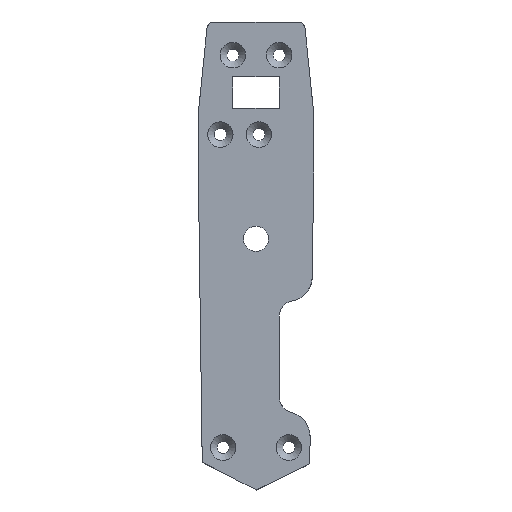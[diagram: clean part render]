
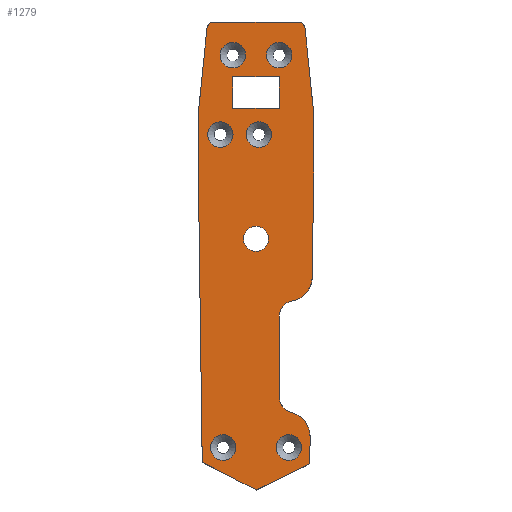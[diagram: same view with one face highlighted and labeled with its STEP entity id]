
A CAD part, top view. The second image highlights one B-rep face of the part: STEP entity #1279.
In plain terms, the highlighted planar face has unit normal (0, 0, 1).
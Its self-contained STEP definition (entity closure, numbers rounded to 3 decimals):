
#24=FACE_BOUND('',#158,.T.);
#25=FACE_BOUND('',#159,.T.);
#26=FACE_BOUND('',#160,.T.);
#27=FACE_BOUND('',#161,.T.);
#28=FACE_BOUND('',#162,.T.);
#29=FACE_BOUND('',#163,.T.);
#30=FACE_BOUND('',#164,.T.);
#31=FACE_BOUND('',#165,.T.);
#87=FACE_OUTER_BOUND('',#157,.T.);
#157=EDGE_LOOP('',(#954,#955,#956,#957,#958,#959,#960,#961,#962,#963,#964,
#965,#966,#967,#968,#969,#970,#971));
#158=EDGE_LOOP('',(#972));
#159=EDGE_LOOP('',(#973));
#160=EDGE_LOOP('',(#974));
#161=EDGE_LOOP('',(#975));
#162=EDGE_LOOP('',(#976));
#163=EDGE_LOOP('',(#977));
#164=EDGE_LOOP('',(#978));
#165=EDGE_LOOP('',(#979,#980,#981,#982));
#218=CIRCLE('',#1351,6.5);
#222=CIRCLE('',#1360,4.);
#232=CIRCLE('',#1382,4.);
#233=CIRCLE('',#1383,6.5);
#234=CIRCLE('',#1384,2.);
#235=CIRCLE('',#1385,2.);
#236=CIRCLE('',#1386,3.3);
#237=CIRCLE('',#1387,3.3);
#238=CIRCLE('',#1388,3.3);
#239=CIRCLE('',#1389,3.25);
#240=CIRCLE('',#1390,3.3);
#241=CIRCLE('',#1391,3.3);
#242=CIRCLE('',#1392,3.3);
#264=LINE('',#1865,#400);
#269=LINE('',#1874,#405);
#277=LINE('',#1906,#413);
#293=LINE('',#1960,#429);
#296=LINE('',#1966,#432);
#307=LINE('',#2007,#443);
#308=LINE('',#2012,#444);
#309=LINE('',#2016,#445);
#310=LINE('',#2020,#446);
#311=LINE('',#2022,#447);
#312=LINE('',#2023,#448);
#313=LINE('',#2024,#449);
#314=LINE('',#2041,#450);
#315=LINE('',#2043,#451);
#316=LINE('',#2045,#452);
#317=LINE('',#2046,#453);
#400=VECTOR('',#1480,1000.);
#405=VECTOR('',#1487,1000.);
#413=VECTOR('',#1507,10.);
#429=VECTOR('',#1545,1000.);
#432=VECTOR('',#1550,1000.);
#443=VECTOR('',#1591,10.);
#444=VECTOR('',#1596,1000.);
#445=VECTOR('',#1599,1000.);
#446=VECTOR('',#1602,1000.);
#447=VECTOR('',#1603,1000.);
#448=VECTOR('',#1604,1000.);
#449=VECTOR('',#1605,1000.);
#450=VECTOR('',#1620,1000.);
#451=VECTOR('',#1621,1000.);
#452=VECTOR('',#1622,1000.);
#453=VECTOR('',#1623,1000.);
#540=VERTEX_POINT('',#1862);
#541=VERTEX_POINT('',#1864);
#544=VERTEX_POINT('',#1872);
#547=VERTEX_POINT('',#1882);
#548=VERTEX_POINT('',#1883);
#554=VERTEX_POINT('',#1904);
#560=VERTEX_POINT('',#1929);
#572=VERTEX_POINT('',#1957);
#573=VERTEX_POINT('',#1959);
#575=VERTEX_POINT('',#1965);
#584=VERTEX_POINT('',#2006);
#585=VERTEX_POINT('',#2008);
#586=VERTEX_POINT('',#2010);
#587=VERTEX_POINT('',#2013);
#588=VERTEX_POINT('',#2015);
#589=VERTEX_POINT('',#2017);
#590=VERTEX_POINT('',#2019);
#591=VERTEX_POINT('',#2021);
#592=VERTEX_POINT('',#2025);
#593=VERTEX_POINT('',#2027);
#594=VERTEX_POINT('',#2029);
#595=VERTEX_POINT('',#2031);
#596=VERTEX_POINT('',#2033);
#597=VERTEX_POINT('',#2035);
#598=VERTEX_POINT('',#2037);
#599=VERTEX_POINT('',#2039);
#600=VERTEX_POINT('',#2040);
#601=VERTEX_POINT('',#2042);
#602=VERTEX_POINT('',#2044);
#663=EDGE_CURVE('',#541,#540,#264,.T.);
#668=EDGE_CURVE('',#540,#544,#269,.T.);
#672=EDGE_CURVE('',#547,#548,#218,.T.);
#680=EDGE_CURVE('',#547,#554,#277,.T.);
#689=EDGE_CURVE('',#560,#554,#222,.T.);
#703=EDGE_CURVE('',#572,#573,#293,.T.);
#706=EDGE_CURVE('',#573,#575,#296,.T.);
#724=EDGE_CURVE('',#560,#584,#307,.T.);
#725=EDGE_CURVE('',#585,#584,#232,.T.);
#726=EDGE_CURVE('',#586,#585,#233,.T.);
#727=EDGE_CURVE('',#586,#541,#308,.T.);
#728=EDGE_CURVE('',#587,#544,#234,.T.);
#729=EDGE_CURVE('',#588,#587,#309,.T.);
#730=EDGE_CURVE('',#589,#588,#235,.T.);
#731=EDGE_CURVE('',#589,#590,#310,.T.);
#732=EDGE_CURVE('',#590,#591,#311,.T.);
#733=EDGE_CURVE('',#591,#575,#312,.T.);
#734=EDGE_CURVE('',#572,#548,#313,.T.);
#735=EDGE_CURVE('',#592,#592,#236,.T.);
#736=EDGE_CURVE('',#593,#593,#237,.T.);
#737=EDGE_CURVE('',#594,#594,#238,.T.);
#738=EDGE_CURVE('',#595,#595,#239,.T.);
#739=EDGE_CURVE('',#596,#596,#240,.T.);
#740=EDGE_CURVE('',#597,#597,#241,.T.);
#741=EDGE_CURVE('',#598,#598,#242,.T.);
#742=EDGE_CURVE('',#599,#600,#314,.T.);
#743=EDGE_CURVE('',#600,#601,#315,.T.);
#744=EDGE_CURVE('',#601,#602,#316,.T.);
#745=EDGE_CURVE('',#602,#599,#317,.T.);
#954=ORIENTED_EDGE('',*,*,#672,.F.);
#955=ORIENTED_EDGE('',*,*,#680,.T.);
#956=ORIENTED_EDGE('',*,*,#689,.F.);
#957=ORIENTED_EDGE('',*,*,#724,.T.);
#958=ORIENTED_EDGE('',*,*,#725,.F.);
#959=ORIENTED_EDGE('',*,*,#726,.F.);
#960=ORIENTED_EDGE('',*,*,#727,.T.);
#961=ORIENTED_EDGE('',*,*,#663,.T.);
#962=ORIENTED_EDGE('',*,*,#668,.T.);
#963=ORIENTED_EDGE('',*,*,#728,.F.);
#964=ORIENTED_EDGE('',*,*,#729,.F.);
#965=ORIENTED_EDGE('',*,*,#730,.F.);
#966=ORIENTED_EDGE('',*,*,#731,.T.);
#967=ORIENTED_EDGE('',*,*,#732,.T.);
#968=ORIENTED_EDGE('',*,*,#733,.T.);
#969=ORIENTED_EDGE('',*,*,#706,.F.);
#970=ORIENTED_EDGE('',*,*,#703,.F.);
#971=ORIENTED_EDGE('',*,*,#734,.T.);
#972=ORIENTED_EDGE('',*,*,#735,.F.);
#973=ORIENTED_EDGE('',*,*,#736,.F.);
#974=ORIENTED_EDGE('',*,*,#737,.F.);
#975=ORIENTED_EDGE('',*,*,#738,.T.);
#976=ORIENTED_EDGE('',*,*,#739,.F.);
#977=ORIENTED_EDGE('',*,*,#740,.F.);
#978=ORIENTED_EDGE('',*,*,#741,.F.);
#979=ORIENTED_EDGE('',*,*,#742,.T.);
#980=ORIENTED_EDGE('',*,*,#743,.T.);
#981=ORIENTED_EDGE('',*,*,#744,.T.);
#982=ORIENTED_EDGE('',*,*,#745,.T.);
#1228=PLANE('',#1381);
#1279=ADVANCED_FACE('',(#87,#24,#25,#26,#27,#28,#29,#30,#31),#1228,.T.);
#1351=AXIS2_PLACEMENT_3D('',#1884,#1495,#1496);
#1360=AXIS2_PLACEMENT_3D('',#1931,#1523,#1524);
#1381=AXIS2_PLACEMENT_3D('',#2005,#1589,#1590);
#1382=AXIS2_PLACEMENT_3D('',#2009,#1592,#1593);
#1383=AXIS2_PLACEMENT_3D('',#2011,#1594,#1595);
#1384=AXIS2_PLACEMENT_3D('',#2014,#1597,#1598);
#1385=AXIS2_PLACEMENT_3D('',#2018,#1600,#1601);
#1386=AXIS2_PLACEMENT_3D('',#2026,#1606,#1607);
#1387=AXIS2_PLACEMENT_3D('',#2028,#1608,#1609);
#1388=AXIS2_PLACEMENT_3D('',#2030,#1610,#1611);
#1389=AXIS2_PLACEMENT_3D('',#2032,#1612,#1613);
#1390=AXIS2_PLACEMENT_3D('',#2034,#1614,#1615);
#1391=AXIS2_PLACEMENT_3D('',#2036,#1616,#1617);
#1392=AXIS2_PLACEMENT_3D('',#2038,#1618,#1619);
#1480=DIRECTION('',(0.,1.,0.));
#1487=DIRECTION('',(-0.102,0.995,0.));
#1495=DIRECTION('center_axis',(0.,0.,-1.));
#1496=DIRECTION('ref_axis',(0.801,0.598,0.));
#1507=DIRECTION('',(-0.962,0.272,0.));
#1523=DIRECTION('center_axis',(0.,0.,1.));
#1524=DIRECTION('ref_axis',(-0.797,-0.603,0.));
#1545=DIRECTION('',(-0.898,-0.441,0.));
#1550=DIRECTION('',(-0.889,0.457,0.));
#1589=DIRECTION('center_axis',(0.,0.,1.));
#1590=DIRECTION('ref_axis',(-1.,0.,0.));
#1591=DIRECTION('',(0.,1.,0.));
#1592=DIRECTION('center_axis',(0.,0.,1.));
#1593=DIRECTION('ref_axis',(-0.707,0.707,0.));
#1594=DIRECTION('center_axis',(0.,0.,-1.));
#1595=DIRECTION('ref_axis',(-1.,0.013,0.));
#1596=DIRECTION('',(0.013,1.,0.));
#1597=DIRECTION('center_axis',(0.,0.,-1.));
#1598=DIRECTION('ref_axis',(0.67,0.742,0.));
#1599=DIRECTION('',(1.,0.,0.));
#1600=DIRECTION('center_axis',(0.,0.,-1.));
#1601=DIRECTION('ref_axis',(-0.67,0.742,0.));
#1602=DIRECTION('',(-0.102,-0.995,0.));
#1603=DIRECTION('',(0.,-1.,0.));
#1604=DIRECTION('',(0.013,-1.,0.));
#1605=DIRECTION('',(0.013,1.,0.));
#1606=DIRECTION('center_axis',(0.,0.,1.));
#1607=DIRECTION('ref_axis',(-1.,0.,0.));
#1608=DIRECTION('center_axis',(0.,0.,1.));
#1609=DIRECTION('ref_axis',(-1.,0.,0.));
#1610=DIRECTION('center_axis',(0.,0.,1.));
#1611=DIRECTION('ref_axis',(-1.,0.,0.));
#1612=DIRECTION('center_axis',(0.,0.,-1.));
#1613=DIRECTION('ref_axis',(-1.,0.,0.));
#1614=DIRECTION('center_axis',(0.,0.,1.));
#1615=DIRECTION('ref_axis',(-1.,0.,0.));
#1616=DIRECTION('center_axis',(0.,0.,1.));
#1617=DIRECTION('ref_axis',(-1.,0.,0.));
#1618=DIRECTION('center_axis',(0.,0.,1.));
#1619=DIRECTION('ref_axis',(-1.,0.,0.));
#1620=DIRECTION('',(0.,-1.,0.));
#1621=DIRECTION('',(-1.,0.,0.));
#1622=DIRECTION('',(0.,1.,0.));
#1623=DIRECTION('',(1.,0.,0.));
#1862=CARTESIAN_POINT('',(19.545,232.05,23.));
#1864=CARTESIAN_POINT('',(19.545,222.05,23.));
#1865=CARTESIAN_POINT('',(19.545,232.05,23.));
#1872=CARTESIAN_POINT('',(17.264,254.403,23.));
#1874=CARTESIAN_POINT('',(17.04,256.6,23.));
#1882=CARTESIAN_POINT('',(13.828,155.047,23.));
#1883=CARTESIAN_POINT('',(18.561,148.705,23.));
#1884=CARTESIAN_POINT('Origin',(12.061,148.792,23.));
#1904=CARTESIAN_POINT('',(13.512,155.137,23.));
#1906=CARTESIAN_POINT('',(14.159,154.954,23.));
#1929=CARTESIAN_POINT('',(10.599,158.986,23.));
#1931=CARTESIAN_POINT('Origin',(14.599,158.986,23.));
#1957=CARTESIAN_POINT('',(18.468,141.823,23.));
#1959=CARTESIAN_POINT('',(4.599,135.012,23.));
#1960=CARTESIAN_POINT('',(5.101,135.259,23.));
#1965=CARTESIAN_POINT('',(-9.383,142.202,23.));
#1966=CARTESIAN_POINT('',(-2.953,138.896,23.));
#2005=CARTESIAN_POINT('Origin',(4.545,138.,23.));
#2006=CARTESIAN_POINT('',(10.599,180.012,23.));
#2007=CARTESIAN_POINT('',(10.599,146.98,23.));
#2008=CARTESIAN_POINT('',(13.845,183.94,23.));
#2009=CARTESIAN_POINT('Origin',(14.599,180.012,23.));
#2010=CARTESIAN_POINT('',(19.118,190.236,23.));
#2011=CARTESIAN_POINT('Origin',(12.619,190.324,23.));
#2012=CARTESIAN_POINT('',(19.545,222.05,23.));
#2013=CARTESIAN_POINT('',(15.275,256.2,23.));
#2014=CARTESIAN_POINT('Origin',(15.275,254.2,23.));
#2015=CARTESIAN_POINT('',(-6.185,256.2,23.));
#2016=CARTESIAN_POINT('',(10.793,256.2,23.));
#2017=CARTESIAN_POINT('',(-8.174,254.403,23.));
#2018=CARTESIAN_POINT('Origin',(-6.185,254.2,23.));
#2019=CARTESIAN_POINT('',(-10.455,232.05,23.));
#2020=CARTESIAN_POINT('',(-7.95,256.6,23.));
#2021=CARTESIAN_POINT('',(-10.455,222.05,23.));
#2022=CARTESIAN_POINT('',(-10.455,232.05,23.));
#2023=CARTESIAN_POINT('',(-10.455,222.05,23.));
#2024=CARTESIAN_POINT('',(19.545,222.05,23.));
#2025=CARTESIAN_POINT('',(13.845,247.6,23.));
#2026=CARTESIAN_POINT('Origin',(10.545,247.6,23.));
#2027=CARTESIAN_POINT('',(-1.405,227.05,23.));
#2028=CARTESIAN_POINT('Origin',(-4.705,227.05,23.));
#2029=CARTESIAN_POINT('',(-0.655,146.,23.));
#2030=CARTESIAN_POINT('Origin',(-3.955,146.,23.));
#2031=CARTESIAN_POINT('',(7.795,200.05,23.));
#2032=CARTESIAN_POINT('Origin',(4.545,200.05,23.));
#2033=CARTESIAN_POINT('',(16.345,146.,23.));
#2034=CARTESIAN_POINT('Origin',(13.045,146.,23.));
#2035=CARTESIAN_POINT('',(8.595,227.05,23.));
#2036=CARTESIAN_POINT('Origin',(5.295,227.05,23.));
#2037=CARTESIAN_POINT('',(1.845,247.6,23.));
#2038=CARTESIAN_POINT('Origin',(-1.455,247.6,23.));
#2039=CARTESIAN_POINT('',(10.545,242.,23.));
#2040=CARTESIAN_POINT('',(10.545,233.85,23.));
#2041=CARTESIAN_POINT('',(10.545,189.8,23.));
#2042=CARTESIAN_POINT('',(-1.455,233.85,23.));
#2043=CARTESIAN_POINT('',(-12.655,233.85,23.));
#2044=CARTESIAN_POINT('',(-1.455,242.,23.));
#2045=CARTESIAN_POINT('',(-1.455,233.85,23.));
#2046=CARTESIAN_POINT('',(1.545,242.,23.));
